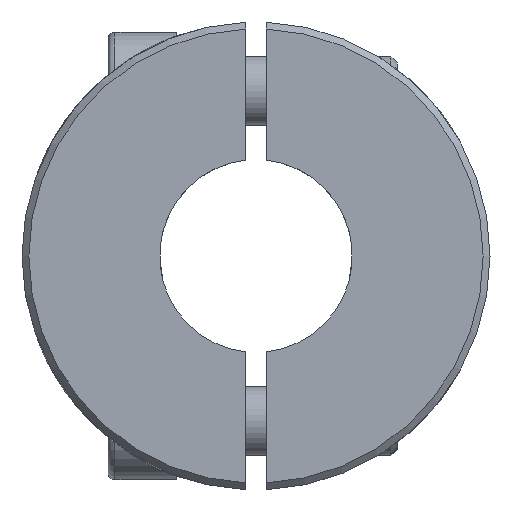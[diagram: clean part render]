
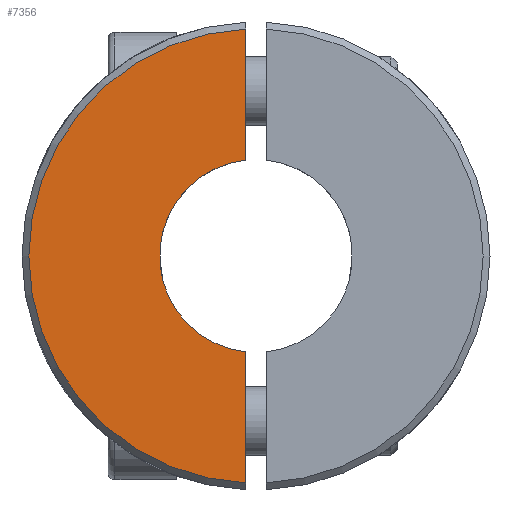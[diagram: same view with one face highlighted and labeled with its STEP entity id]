
A CAD part, left-side view. The second image highlights one B-rep face of the part: STEP entity #7356.
In plain terms, the highlighted planar face has unit normal (-1, 0, 0).
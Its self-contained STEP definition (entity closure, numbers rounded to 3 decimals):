
#490 = AXIS2_PLACEMENT_3D ( 'NONE', #6352, #9430, #1060 ) ;
#876 = ORIENTED_EDGE ( 'NONE', *, *, #7942, .T. ) ;
#1060 = DIRECTION ( 'NONE',  ( 0., 0., -1. ) ) ;
#1107 = DIRECTION ( 'NONE',  ( 1., 0., 0. ) ) ;
#1135 = DIRECTION ( 'NONE',  ( -1., 0., 0. ) ) ;
#1669 = ORIENTED_EDGE ( 'NONE', *, *, #11108, .T. ) ;
#1973 = LINE ( 'NONE', #6167, #6129 ) ;
#2221 = DIRECTION ( 'NONE',  ( 0., 0., 1. ) ) ;
#2336 = DIRECTION ( 'NONE',  ( 0., 0., -1. ) ) ;
#3098 = VERTEX_POINT ( 'NONE', #13244 ) ;
#3487 = CARTESIAN_POINT ( 'NONE',  ( -25., 0.75, 6.96 ) ) ;
#3623 = VERTEX_POINT ( 'NONE', #3487 ) ;
#3655 = EDGE_CURVE ( 'NONE', #3623, #13217, #10859, .T. ) ;
#3841 = CIRCLE ( 'NONE', #490, 16.5 ) ;
#3937 = AXIS2_PLACEMENT_3D ( 'NONE', #10695, #1107, #2336 ) ;
#3989 = CARTESIAN_POINT ( 'NONE',  ( -25., 0.75, 16.483 ) ) ;
#4281 = DIRECTION ( 'NONE',  ( 0., 0., 1. ) ) ;
#4334 = CARTESIAN_POINT ( 'NONE',  ( -25., 0.75, -6.96 ) ) ;
#4878 = EDGE_LOOP ( 'NONE', ( #7387, #1669, #876, #5013 ) ) ;
#5013 = ORIENTED_EDGE ( 'NONE', *, *, #3655, .F. ) ;
#5198 = AXIS2_PLACEMENT_3D ( 'NONE', #12734, #1135, #4281 ) ;
#6063 = FACE_OUTER_BOUND ( 'NONE', #4878, .T. ) ;
#6129 = VECTOR ( 'NONE', #10406, 1000. ) ;
#6167 = CARTESIAN_POINT ( 'NONE',  ( -25., 0.75, -17. ) ) ;
#6352 = CARTESIAN_POINT ( 'NONE',  ( -25., 0., 0. ) ) ;
#7356 = ADVANCED_FACE ( 'NONE', ( #6063 ), #13459, .F. ) ;
#7387 = ORIENTED_EDGE ( 'NONE', *, *, #12349, .T. ) ;
#7942 = EDGE_CURVE ( 'NONE', #3098, #13217, #1973, .T. ) ;
#8014 = VECTOR ( 'NONE', #2221, 1000. ) ;
#8518 = LINE ( 'NONE', #12711, #8014 ) ;
#8570 = VERTEX_POINT ( 'NONE', #3989 ) ;
#9430 = DIRECTION ( 'NONE',  ( -1., 0., 0. ) ) ;
#10406 = DIRECTION ( 'NONE',  ( 0., 0., 1. ) ) ;
#10695 = CARTESIAN_POINT ( 'NONE',  ( -25., 7., 0. ) ) ;
#10859 = CIRCLE ( 'NONE', #5198, 7. ) ;
#11108 = EDGE_CURVE ( 'NONE', #8570, #3098, #3841, .T. ) ;
#12349 = EDGE_CURVE ( 'NONE', #3623, #8570, #8518, .T. ) ;
#12711 = CARTESIAN_POINT ( 'NONE',  ( -25., 0.75, -12. ) ) ;
#12734 = CARTESIAN_POINT ( 'NONE',  ( -25., 0., 0. ) ) ;
#13217 = VERTEX_POINT ( 'NONE', #4334 ) ;
#13244 = CARTESIAN_POINT ( 'NONE',  ( -25., 0.75, -16.483 ) ) ;
#13459 = PLANE ( 'NONE',  #3937 ) ;
